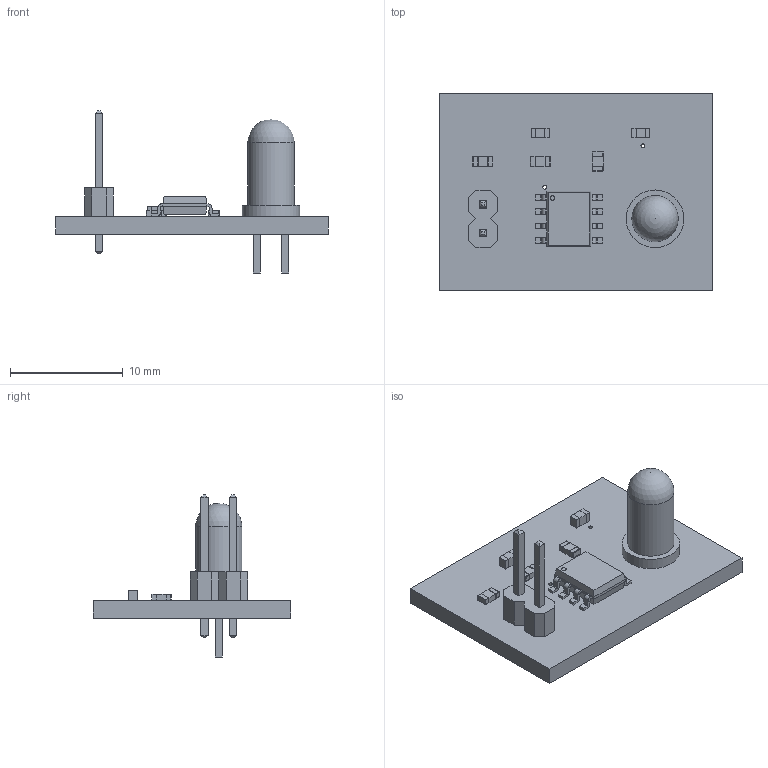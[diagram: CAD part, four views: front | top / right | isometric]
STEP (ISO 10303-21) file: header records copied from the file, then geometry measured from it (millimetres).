
FILE_DESCRIPTION(/* description */ (''),/* implementation_level */ '2;1');
FILE_NAME(/* name */ 'tutorial4 v1.step',/* time_stamp */ '2024-06-26T18:05:11+05:30',/* author */ (''),/* organization */ (''),/* preprocessor_version */ 'ST-DEVELOPER v20',/* originating_system */ 'Autodesk Translation Framework v13.14.0.145',/* authorisation */ '');
FILE_SCHEMA (('AUTOMOTIVE_DESIGN { 1 0 10303 214 3 1 1 }'));
Length unit declared in the file: millimetre
Products named in the file (8): tutorial4; Board; Packages; LED5MM; SO08; 1X02; C0603; R0603
Assembly tree (10 placements, depth 3):
  tutorial4
    Board
    Packages
      LED5MM
      SO08
      1X02
      C0603  x2
      R0603  x3
Bounding box: 24.11 x 17.45 x 14.34 mm (x, y, z)
Volume: 843.8 mm3; surface area: 1380.7 mm2
Topology: 9 solids, 9 shells, 402 faces, 914 edges, 543 vertices
Faces by surface type: plane 241, cylinder 112, sphere 49
Full cylindrical faces by diameter (mm): 0.35 x2, 0.813 x2, 1.016 x2, 4.1 x1, 5.1 x1
Entity records: 8440 total; most frequent: DIRECTION 1382, CARTESIAN_POINT 1363, ORIENTED_EDGE 1322, EDGE_CURVE 661, LINE 530, VECTOR 530, AXIS2_PLACEMENT_3D 426, VERTEX_POINT 407
